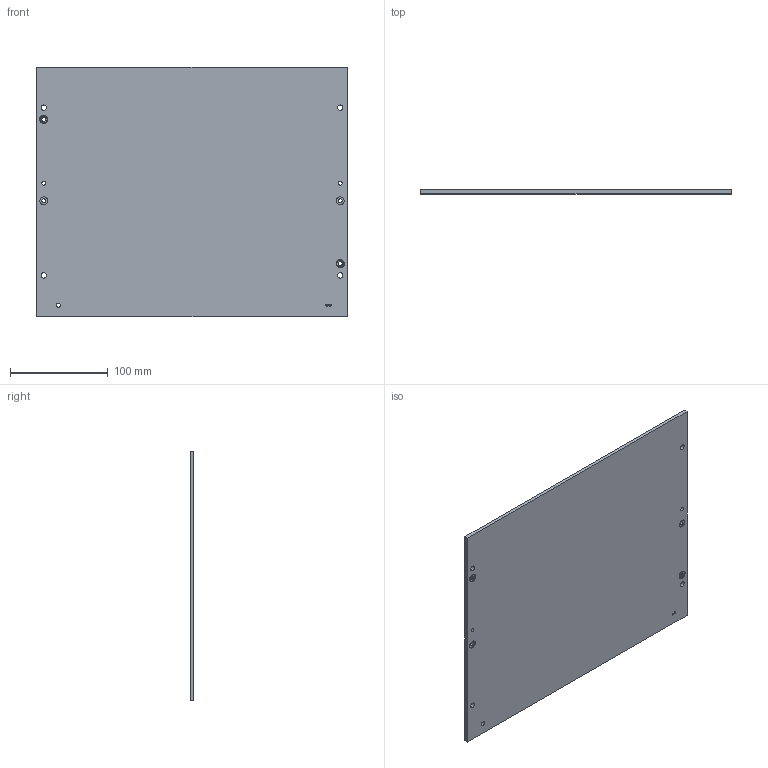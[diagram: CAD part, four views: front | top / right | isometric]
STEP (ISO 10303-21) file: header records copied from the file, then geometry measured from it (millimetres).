
FILE_DESCRIPTION (( 'STEP AP214' ), '1' );
FILE_NAME ('INGUN_45709.STEP', '2024-10-17T07:12:57', ( '' ), ( '' ), 'SwSTEP 2.0', 'SolidWorks 2021', '' );
FILE_SCHEMA (( 'AUTOMOTIVE_DESIGN' ));
Length unit declared in the file: millimetre
Products named in the file (3): 45709~4_S; INGUN_45709; Gewindebuchse~n_M05-03,9 offen
Assembly tree (3 placements, depth 2):
  INGUN_45709
    45709~4_S
    Gewindebuchse~n_M05-03,9 offen  x2
Bounding box: 318 x 4 x 256 mm (x, y, z)
Volume: 324725.1 mm3; surface area: 168167.8 mm2
Topology: 3 solids, 3 shells, 318 faces, 736 edges, 488 vertices
Faces by surface type: plane 264, cylinder 46, torus 8
Entity records: 5417 total; most frequent: DIRECTION 953, CARTESIAN_POINT 894, ORIENTED_EDGE 850, EDGE_CURVE 425, AXIS2_PLACEMENT_3D 341, VERTEX_POINT 282, LINE 271, VECTOR 271
